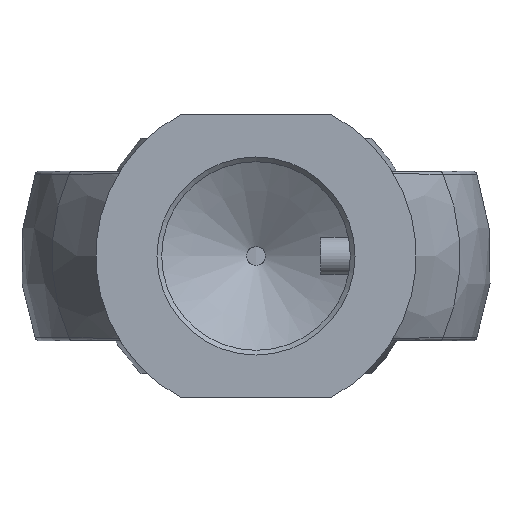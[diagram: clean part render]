
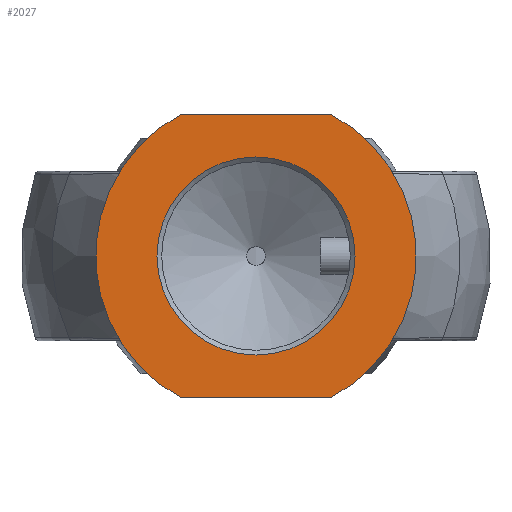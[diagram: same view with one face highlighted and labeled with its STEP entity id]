
A CAD part, front view. The second image highlights one B-rep face of the part: STEP entity #2027.
In plain terms, the highlighted planar face has unit normal (0, -1, 0).
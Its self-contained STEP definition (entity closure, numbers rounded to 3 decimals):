
#9 = CARTESIAN_POINT ( 'NONE',  ( 7.95, -77., -14.8 ) ) ;
#38 = EDGE_CURVE ( 'NONE', #3026, #2474, #1249, .T. ) ;
#55 = DIRECTION ( 'NONE',  ( -1., 0., 0. ) ) ;
#64 = CIRCLE ( 'NONE', #1437, 0.2 ) ;
#105 = DIRECTION ( 'NONE',  ( 0., -1., 0. ) ) ;
#126 = CARTESIAN_POINT ( 'NONE',  ( 0., -77., 0. ) ) ;
#140 = ORIENTED_EDGE ( 'NONE', *, *, #1403, .T. ) ;
#159 = DIRECTION ( 'NONE',  ( 0., -1., 0. ) ) ;
#184 = DIRECTION ( 'NONE',  ( 0., 0., -1. ) ) ;
#268 = AXIS2_PLACEMENT_3D ( 'NONE', #2520, #424, #1363 ) ;
#310 = DIRECTION ( 'NONE',  ( 1., 0., 0. ) ) ;
#326 = CARTESIAN_POINT ( 'NONE',  ( 0., -77., 0. ) ) ;
#362 = VECTOR ( 'NONE', #310, 1000. ) ;
#378 = DIRECTION ( 'NONE',  ( 0., -1., 0. ) ) ;
#408 = VECTOR ( 'NONE', #55, 1000. ) ;
#424 = DIRECTION ( 'NONE',  ( 0., -1., 0. ) ) ;
#428 = CARTESIAN_POINT ( 'NONE',  ( 8.044, -77., -14.976 ) ) ;
#500 = CARTESIAN_POINT ( 'NONE',  ( 7.95, -77., 15. ) ) ;
#509 = VERTEX_POINT ( 'NONE', #2829 ) ;
#529 = CARTESIAN_POINT ( 'NONE',  ( -25., -77., 15. ) ) ;
#614 = CARTESIAN_POINT ( 'NONE',  ( 0., -77., 0. ) ) ;
#625 = ORIENTED_EDGE ( 'NONE', *, *, #1373, .T. ) ;
#648 = DIRECTION ( 'NONE',  ( 0., 1., 0. ) ) ;
#670 = EDGE_CURVE ( 'NONE', #2899, #3026, #1967, .T. ) ;
#764 = AXIS2_PLACEMENT_3D ( 'NONE', #614, #648, #1318 ) ;
#791 = LINE ( 'NONE', #529, #362 ) ;
#865 = CARTESIAN_POINT ( 'NONE',  ( -7.95, -77., 14.8 ) ) ;
#937 = DIRECTION ( 'NONE',  ( 0., -1., 0. ) ) ;
#971 = AXIS2_PLACEMENT_3D ( 'NONE', #985, #2879, #2643 ) ;
#985 = CARTESIAN_POINT ( 'NONE',  ( -7.95, -77., -14.8 ) ) ;
#1005 = FACE_OUTER_BOUND ( 'NONE', #2791, .T. ) ;
#1015 = EDGE_CURVE ( 'NONE', #2743, #2935, #791, .T. ) ;
#1022 = ORIENTED_EDGE ( 'NONE', *, *, #1436, .T. ) ;
#1063 = ORIENTED_EDGE ( 'NONE', *, *, #38, .T. ) ;
#1100 = AXIS2_PLACEMENT_3D ( 'NONE', #126, #159, #2204 ) ;
#1198 = CARTESIAN_POINT ( 'NONE',  ( -25., -77., -15. ) ) ;
#1221 = DIRECTION ( 'NONE',  ( 0., 0., -1. ) ) ;
#1222 = EDGE_CURVE ( 'NONE', #2899, #2233, #2165, .T. ) ;
#1249 = CIRCLE ( 'NONE', #268, 17. ) ;
#1273 = CARTESIAN_POINT ( 'NONE',  ( -8.044, -77., -14.976 ) ) ;
#1318 = DIRECTION ( 'NONE',  ( 0., 0., -1. ) ) ;
#1363 = DIRECTION ( 'NONE',  ( 0., 0., -1. ) ) ;
#1373 = EDGE_CURVE ( 'NONE', #2194, #2260, #1975, .T. ) ;
#1403 = EDGE_CURVE ( 'NONE', #2474, #2935, #64, .T. ) ;
#1436 = EDGE_CURVE ( 'NONE', #509, #509, #1782, .T. ) ;
#1437 = AXIS2_PLACEMENT_3D ( 'NONE', #1756, #378, #2238 ) ;
#1451 = CIRCLE ( 'NONE', #971, 0.2 ) ;
#1476 = ORIENTED_EDGE ( 'NONE', *, *, #1222, .F. ) ;
#1536 = AXIS2_PLACEMENT_3D ( 'NONE', #865, #1796, #184 ) ;
#1600 = CARTESIAN_POINT ( 'NONE',  ( -7.95, -77., 15. ) ) ;
#1711 = ORIENTED_EDGE ( 'NONE', *, *, #670, .T. ) ;
#1732 = AXIS2_PLACEMENT_3D ( 'NONE', #326, #105, #1221 ) ;
#1734 = EDGE_LOOP ( 'NONE', ( #1022 ) ) ;
#1756 = CARTESIAN_POINT ( 'NONE',  ( 7.95, -77., 14.8 ) ) ;
#1782 = CIRCLE ( 'NONE', #764, 10.5 ) ;
#1796 = DIRECTION ( 'NONE',  ( 0., -1., 0. ) ) ;
#1806 = CARTESIAN_POINT ( 'NONE',  ( 8.044, -77., 14.976 ) ) ;
#1860 = DIRECTION ( 'NONE',  ( 0., 0., -1. ) ) ;
#1967 = CIRCLE ( 'NONE', #2375, 0.2 ) ;
#1975 = CIRCLE ( 'NONE', #1100, 17. ) ;
#1978 = FACE_BOUND ( 'NONE', #1734, .T. ) ;
#2027 = ADVANCED_FACE ( 'NONE', ( #1978, #1005 ), #2449, .T. ) ;
#2118 = EDGE_CURVE ( 'NONE', #2743, #2194, #2392, .T. ) ;
#2165 = LINE ( 'NONE', #1198, #408 ) ;
#2174 = CARTESIAN_POINT ( 'NONE',  ( 7.95, -77., -15. ) ) ;
#2194 = VERTEX_POINT ( 'NONE', #2989 ) ;
#2204 = DIRECTION ( 'NONE',  ( 0., 0., -1. ) ) ;
#2233 = VERTEX_POINT ( 'NONE', #2637 ) ;
#2238 = DIRECTION ( 'NONE',  ( 0., 0., -1. ) ) ;
#2260 = VERTEX_POINT ( 'NONE', #1273 ) ;
#2266 = ORIENTED_EDGE ( 'NONE', *, *, #2836, .T. ) ;
#2324 = ORIENTED_EDGE ( 'NONE', *, *, #2118, .T. ) ;
#2375 = AXIS2_PLACEMENT_3D ( 'NONE', #9, #937, #1860 ) ;
#2392 = CIRCLE ( 'NONE', #1536, 0.2 ) ;
#2449 = PLANE ( 'NONE',  #1732 ) ;
#2474 = VERTEX_POINT ( 'NONE', #1806 ) ;
#2520 = CARTESIAN_POINT ( 'NONE',  ( 0., -77., 0. ) ) ;
#2637 = CARTESIAN_POINT ( 'NONE',  ( -7.95, -77., -15. ) ) ;
#2643 = DIRECTION ( 'NONE',  ( 0., 0., -1. ) ) ;
#2743 = VERTEX_POINT ( 'NONE', #1600 ) ;
#2791 = EDGE_LOOP ( 'NONE', ( #625, #2266, #1476, #1711, #1063, #140, #2991, #2324 ) ) ;
#2829 = CARTESIAN_POINT ( 'NONE',  ( 0., -77., -10.5 ) ) ;
#2836 = EDGE_CURVE ( 'NONE', #2260, #2233, #1451, .T. ) ;
#2879 = DIRECTION ( 'NONE',  ( 0., -1., 0. ) ) ;
#2899 = VERTEX_POINT ( 'NONE', #2174 ) ;
#2935 = VERTEX_POINT ( 'NONE', #500 ) ;
#2989 = CARTESIAN_POINT ( 'NONE',  ( -8.044, -77., 14.976 ) ) ;
#2991 = ORIENTED_EDGE ( 'NONE', *, *, #1015, .F. ) ;
#3026 = VERTEX_POINT ( 'NONE', #428 ) ;
